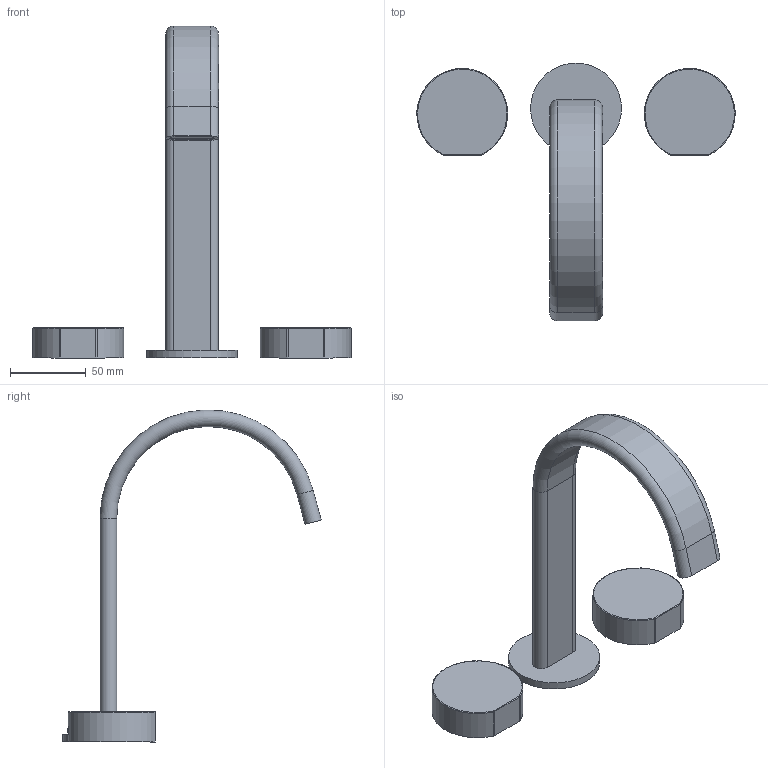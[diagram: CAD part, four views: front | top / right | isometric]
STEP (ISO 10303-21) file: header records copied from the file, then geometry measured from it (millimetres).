
FILE_DESCRIPTION(/* description */ (''),/* implementation_level */ '2;1');
FILE_NAME(/* name */ 'TVZ10600500061_Set.step',/* time_stamp */ '2023-01-19T17:46:59+01:00',/* author */ (''),/* organization */ (''),/* preprocessor_version */ 'ST-DEVELOPER v19.2',/* originating_system */ 'Autodesk Translation Framework v11.17.0.187',/* authorisation */ '');
FILE_SCHEMA (('AUTOMOTIVE_DESIGN { 1 0 10303 214 3 1 1 }'));
Length unit declared in the file: millimetre
Products named in the file (3): (Nicht gespeichert); C; B
Assembly tree (3 placements, depth 2):
  (Nicht gespeichert)
    C
    B  x2
Bounding box: 209.94 x 170.31 x 218.97 mm (x, y, z)
Volume: 249770.4 mm3; surface area: 57468.5 mm2
Topology: 7 solids, 7 shells, 127 faces, 303 edges, 192 vertices
Faces by surface type: plane 60, cylinder 39, torus 14, cone 12, sphere 2
Full cylindrical faces by diameter (mm): 3.9 x2, 6.3 x2, 60 x1
Entity records: 2981 total; most frequent: CARTESIAN_POINT 618, DIRECTION 507, ORIENTED_EDGE 450, EDGE_CURVE 225, AXIS2_PLACEMENT_3D 189, VERTEX_POINT 143, LINE 129, VECTOR 129
